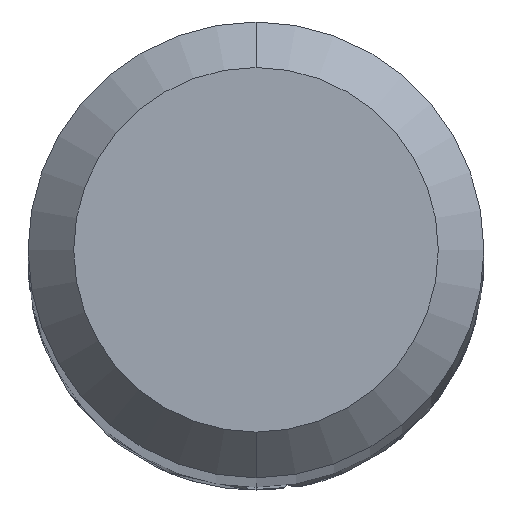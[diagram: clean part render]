
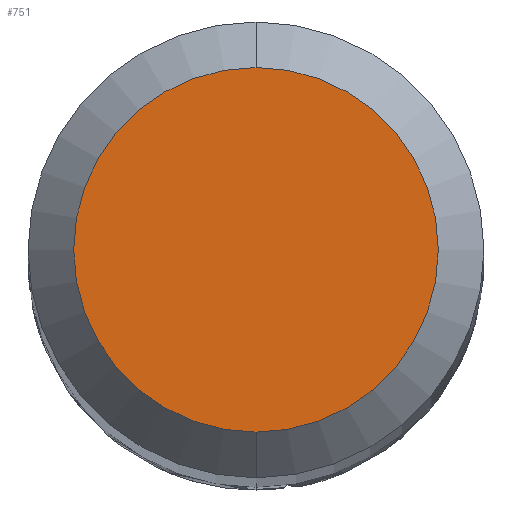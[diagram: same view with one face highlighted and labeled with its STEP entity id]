
A CAD part, top view. The second image highlights one B-rep face of the part: STEP entity #751.
In plain terms, the highlighted planar face has unit normal (0, 0, 1).
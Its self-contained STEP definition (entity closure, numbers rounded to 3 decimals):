
#617=EDGE_CURVE('',#1081,#1027,#1778,.T.);
#751=ADVANCED_FACE('',(#1925),#1926,.T.);
#1027=VERTEX_POINT('',#2217);
#1081=VERTEX_POINT('',#2277);
#1251=EDGE_CURVE('',#1027,#1081,#2467,.T.);
#1778=CIRCLE('',#3158,1.2);
#1925=FACE_OUTER_BOUND('',#3844,.T.);
#1926=PLANE('',#3845);
#2217=CARTESIAN_POINT('',(0.0,1.2,0.0));
#2277=CARTESIAN_POINT('',(0.,-1.2,0.0));
#2467=CIRCLE('',#6535,1.2);
#3158=AXIS2_PLACEMENT_3D('',#10211,#10212,#10213);
#3844=EDGE_LOOP('',(#10390,#10391));
#3845=AXIS2_PLACEMENT_3D('',#10392,#10393,#10394);
#6535=AXIS2_PLACEMENT_3D('',#10881,#10882,#10883);
#10211=CARTESIAN_POINT('',(0.0,0.0,0.0));
#10212=DIRECTION('',(0.0,0.0,-1.0));
#10213=DIRECTION('',(0.0,1.0,0.0));
#10390=ORIENTED_EDGE('',*,*,#1251,.F.);
#10391=ORIENTED_EDGE('',*,*,#617,.F.);
#10392=CARTESIAN_POINT('',(0.0,0.6,0.0));
#10393=DIRECTION('',(-0.0,0.0,1.0));
#10394=DIRECTION('',(0.0,-1.0,0.0));
#10881=CARTESIAN_POINT('',(0.0,0.0,0.0));
#10882=DIRECTION('',(0.0,0.0,-1.0));
#10883=DIRECTION('',(0.0,1.0,0.0));
